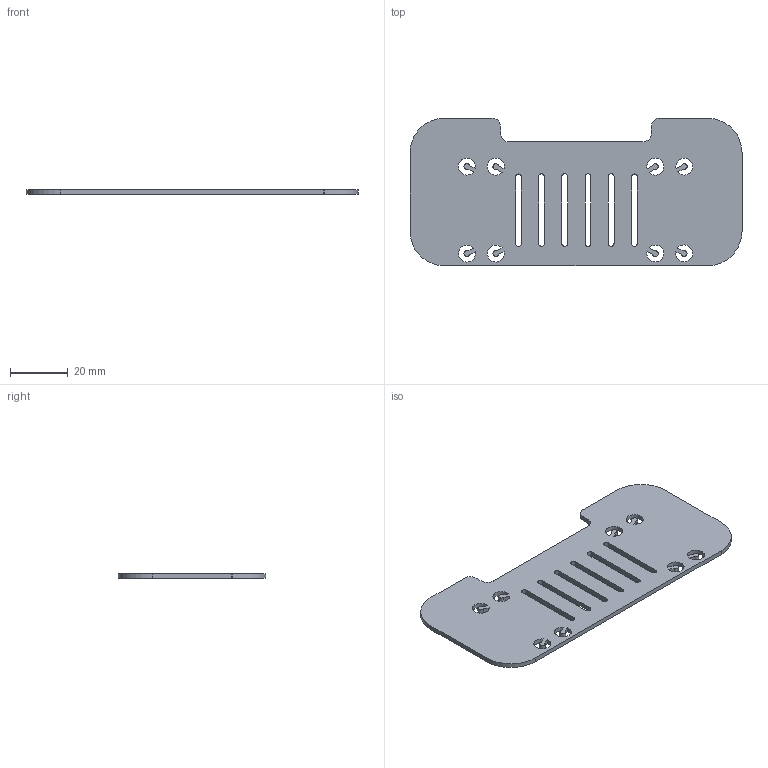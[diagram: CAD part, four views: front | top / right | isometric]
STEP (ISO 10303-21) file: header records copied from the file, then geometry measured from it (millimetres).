
FILE_DESCRIPTION(('KiCad electronic assembly'),'2;1');
FILE_NAME('multiple_2.step','2025-01-24T14:57:16',('Pcbnew'),('Kicad'), 'Open CASCADE STEP processor 7.8','KiCad to STEP converter','Unknown' );
FILE_SCHEMA(('AUTOMOTIVE_DESIGN { 1 0 10303 214 1 1 1 1 }'));
Length unit declared in the file: millimetre
Products named in the file (2): multiple_2 1; _autosave-solderbit-gamepad-experiment_PCB
Assembly tree (1 placements, depth 2):
  multiple_2 1
    _autosave-solderbit-gamepad-experiment_PCB
Bounding box: 114.5 x 51 x 1.6 mm (x, y, z)
Volume: 7721.3 mm3; surface area: 10999.6 mm2
Topology: 1 solids, 1 shells, 133 faces, 393 edges, 262 vertices
Faces by surface type: plane 85, cylinder 48
Entity records: 4536 total; most frequent: CARTESIAN_POINT 790, ORIENTED_EDGE 786, DIRECTION 759, EDGE_CURVE 393, LINE 297, VECTOR 297, VERTEX_POINT 262, AXIS2_PLACEMENT_3D 231
